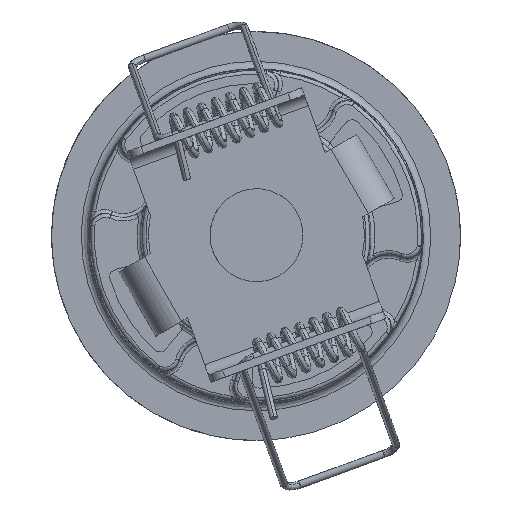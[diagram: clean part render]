
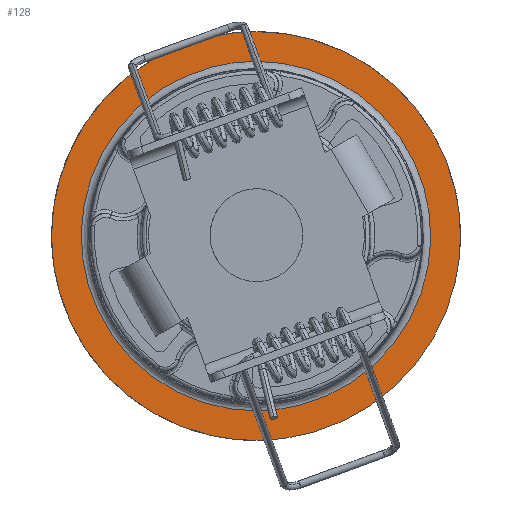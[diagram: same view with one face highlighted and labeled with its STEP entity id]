
A CAD part, top view. The second image highlights one B-rep face of the part: STEP entity #128.
In plain terms, the highlighted planar face has unit normal (0, 0, 1).
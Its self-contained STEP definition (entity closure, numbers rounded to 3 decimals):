
#40=FACE_BOUND('',#1001,.T.);
#128=ADVANCED_FACE('',(#560,#40),#6793,.T.);
#560=FACE_OUTER_BOUND('',#1000,.T.);
#1000=EDGE_LOOP('',(#1833,#1834,#1835,#1836));
#1001=EDGE_LOOP('',(#1837,#1838));
#1833=ORIENTED_EDGE('',*,*,#3919,.F.);
#1834=ORIENTED_EDGE('',*,*,#3918,.F.);
#1835=ORIENTED_EDGE('',*,*,#3921,.T.);
#1836=ORIENTED_EDGE('',*,*,#3941,.T.);
#1837=ORIENTED_EDGE('',*,*,#3914,.T.);
#1838=ORIENTED_EDGE('',*,*,#3913,.T.);
#3913=EDGE_CURVE('',#6174,#6173,#5223,.T.);
#3914=EDGE_CURVE('',#6173,#6174,#5224,.T.);
#3918=EDGE_CURVE('',#6175,#6179,#5228,.T.);
#3919=EDGE_CURVE('',#6179,#6176,#5229,.T.);
#3921=EDGE_CURVE('',#6175,#6183,#5230,.T.);
#3941=EDGE_CURVE('',#6183,#6176,#5244,.T.);
#5223=(
BOUNDED_CURVE()
B_SPLINE_CURVE(2,(#9252,#9253,#9254,#9255,#9256),.UNSPECIFIED.,.F.,.F.)
B_SPLINE_CURVE_WITH_KNOTS((3,2,3),(73.827,110.741,147.655),
 .UNSPECIFIED.)
CURVE()
GEOMETRIC_REPRESENTATION_ITEM()
RATIONAL_B_SPLINE_CURVE((1.,0.707,1.,0.707,1.))
REPRESENTATION_ITEM('')
);
#5224=(
BOUNDED_CURVE()
B_SPLINE_CURVE(2,(#9257,#9258,#9259,#9260,#9261),.UNSPECIFIED.,.F.,.F.)
B_SPLINE_CURVE_WITH_KNOTS((3,2,3),(0.,36.914,73.827),
 .UNSPECIFIED.)
CURVE()
GEOMETRIC_REPRESENTATION_ITEM()
RATIONAL_B_SPLINE_CURVE((1.,0.707,1.,0.707,1.))
REPRESENTATION_ITEM('')
);
#5228=(
BOUNDED_CURVE()
B_SPLINE_CURVE(2,(#9275,#9276,#9277),.UNSPECIFIED.,.F.,.F.)
B_SPLINE_CURVE_WITH_KNOTS((3,3),(0.,43.197),.UNSPECIFIED.)
CURVE()
GEOMETRIC_REPRESENTATION_ITEM()
RATIONAL_B_SPLINE_CURVE((1.,0.707,1.))
REPRESENTATION_ITEM('')
);
#5229=(
BOUNDED_CURVE()
B_SPLINE_CURVE(2,(#9278,#9279,#9280),.UNSPECIFIED.,.F.,.F.)
B_SPLINE_CURVE_WITH_KNOTS((3,3),(43.197,86.394),
 .UNSPECIFIED.)
CURVE()
GEOMETRIC_REPRESENTATION_ITEM()
RATIONAL_B_SPLINE_CURVE((1.,0.707,1.))
REPRESENTATION_ITEM('')
);
#5230=(
BOUNDED_CURVE()
B_SPLINE_CURVE(2,(#9283,#9284,#9285),.UNSPECIFIED.,.F.,.F.)
B_SPLINE_CURVE_WITH_KNOTS((3,3),(-172.788,-129.591),
 .UNSPECIFIED.)
CURVE()
GEOMETRIC_REPRESENTATION_ITEM()
RATIONAL_B_SPLINE_CURVE((1.,0.707,1.))
REPRESENTATION_ITEM('')
);
#5244=(
BOUNDED_CURVE()
B_SPLINE_CURVE(2,(#9353,#9354,#9355),.UNSPECIFIED.,.F.,.F.)
B_SPLINE_CURVE_WITH_KNOTS((3,3),(-129.591,-86.394),
 .UNSPECIFIED.)
CURVE()
GEOMETRIC_REPRESENTATION_ITEM()
RATIONAL_B_SPLINE_CURVE((1.,0.707,1.))
REPRESENTATION_ITEM('')
);
#6173=VERTEX_POINT('',#9165);
#6174=VERTEX_POINT('',#9166);
#6175=VERTEX_POINT('',#9167);
#6176=VERTEX_POINT('',#9168);
#6179=VERTEX_POINT('',#9171);
#6183=VERTEX_POINT('',#9175);
#6793=PLANE('',#7307);
#7307=AXIS2_PLACEMENT_3D('',#8704,#7385,$);
#7385=DIRECTION('',(0.,0.,1.));
#8704=CARTESIAN_POINT('',(33.688,30.859,-39.137));
#9165=CARTESIAN_POINT('',(-0.001,41.047,-39.137));
#9166=CARTESIAN_POINT('',(-0.001,88.047,-39.137));
#9167=CARTESIAN_POINT('',(-27.501,64.548,-39.137));
#9168=CARTESIAN_POINT('',(27.499,64.548,-39.137));
#9171=CARTESIAN_POINT('',(-0.001,92.048,-39.137));
#9175=CARTESIAN_POINT('',(-0.001,37.048,-39.137));
#9252=CARTESIAN_POINT('',(-0.001,88.047,-39.137));
#9253=CARTESIAN_POINT('',(23.499,88.047,-39.137));
#9254=CARTESIAN_POINT('',(23.499,64.547,-39.137));
#9255=CARTESIAN_POINT('',(23.499,41.047,-39.137));
#9256=CARTESIAN_POINT('',(-0.001,41.047,-39.137));
#9257=CARTESIAN_POINT('',(-0.001,41.047,-39.137));
#9258=CARTESIAN_POINT('',(-23.501,41.047,-39.137));
#9259=CARTESIAN_POINT('',(-23.501,64.547,-39.137));
#9260=CARTESIAN_POINT('',(-23.501,88.047,-39.137));
#9261=CARTESIAN_POINT('',(-0.001,88.047,-39.137));
#9275=CARTESIAN_POINT('',(-27.501,64.548,-39.137));
#9276=CARTESIAN_POINT('',(-27.501,92.048,-39.137));
#9277=CARTESIAN_POINT('',(-0.001,92.048,-39.137));
#9278=CARTESIAN_POINT('',(-0.001,92.048,-39.137));
#9279=CARTESIAN_POINT('',(27.499,92.048,-39.137));
#9280=CARTESIAN_POINT('',(27.499,64.548,-39.137));
#9283=CARTESIAN_POINT('',(-27.501,64.548,-39.137));
#9284=CARTESIAN_POINT('',(-27.501,37.048,-39.137));
#9285=CARTESIAN_POINT('',(-0.001,37.048,-39.137));
#9353=CARTESIAN_POINT('',(-0.001,37.048,-39.137));
#9354=CARTESIAN_POINT('',(27.499,37.048,-39.137));
#9355=CARTESIAN_POINT('',(27.499,64.548,-39.137));
